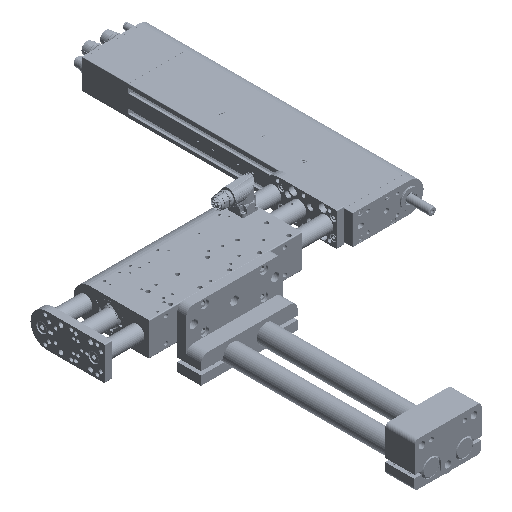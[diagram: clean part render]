
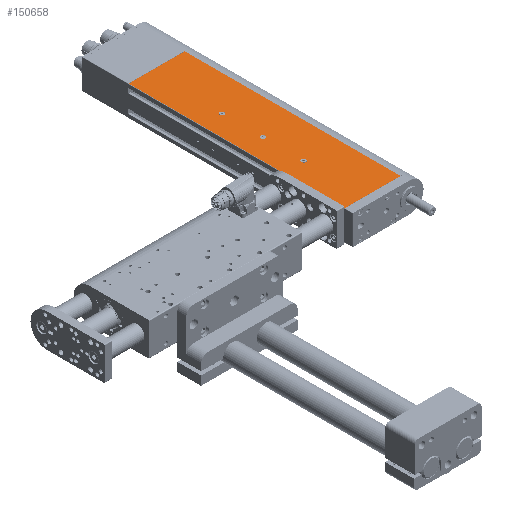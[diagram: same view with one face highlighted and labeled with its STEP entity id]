
A CAD part, isometric view. The second image highlights one B-rep face of the part: STEP entity #150658.
In plain terms, the highlighted face is planar.
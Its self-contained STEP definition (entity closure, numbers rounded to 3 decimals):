
#1225 = CARTESIAN_POINT ( 'NONE',  ( 20., -47.5, 189.85 ) ) ;
#3649 = EDGE_LOOP ( 'NONE', ( #33150 ) ) ;
#3670 = CARTESIAN_POINT ( 'NONE',  ( 20., -75.5, 0. ) ) ;
#4416 = EDGE_LOOP ( 'NONE', ( #119781, #55341, #142703, #110128 ) ) ;
#18529 = ORIENTED_EDGE ( 'NONE', *, *, #84027, .F. ) ;
#20368 = LINE ( 'NONE', #22470, #110391 ) ;
#21185 = AXIS2_PLACEMENT_3D ( 'NONE', #123323, #185326, #154874 ) ;
#21418 = DIRECTION ( 'NONE',  ( 0., 1., 0. ) ) ;
#22470 = CARTESIAN_POINT ( 'NONE',  ( 20., 0., 0. ) ) ;
#33150 = ORIENTED_EDGE ( 'NONE', *, *, #142300, .F. ) ;
#38057 = DIRECTION ( 'NONE',  ( 0., 0., -1. ) ) ;
#39915 = CARTESIAN_POINT ( 'NONE',  ( 20., -75.5, 291. ) ) ;
#42534 = FACE_OUTER_BOUND ( 'NONE', #4416, .T. ) ;
#47383 = AXIS2_PLACEMENT_3D ( 'NONE', #110760, #48684, #91903 ) ;
#48684 = DIRECTION ( 'NONE',  ( -1., 0., 0. ) ) ;
#49049 = CARTESIAN_POINT ( 'NONE',  ( 20., -75.5, 291. ) ) ;
#50368 = CIRCLE ( 'NONE', #57145, 3.15 ) ;
#55341 = ORIENTED_EDGE ( 'NONE', *, *, #82962, .T. ) ;
#57145 = AXIS2_PLACEMENT_3D ( 'NONE', #91403, #76682, #185994 ) ;
#57242 = PLANE ( 'NONE',  #47383 ) ;
#61826 = CARTESIAN_POINT ( 'NONE',  ( 20., 0., 291. ) ) ;
#62876 = EDGE_CURVE ( 'NONE', #157044, #161706, #204880, .T. ) ;
#64781 = DIRECTION ( 'NONE',  ( 0., 0., -1. ) ) ;
#65313 = VERTEX_POINT ( 'NONE', #1225 ) ;
#74486 = ORIENTED_EDGE ( 'NONE', *, *, #197402, .F. ) ;
#76682 = DIRECTION ( 'NONE',  ( 1., 0., 0. ) ) ;
#82962 = EDGE_CURVE ( 'NONE', #178152, #172550, #193033, .T. ) ;
#84027 = EDGE_CURVE ( 'NONE', #164404, #164404, #50368, .T. ) ;
#88833 = VECTOR ( 'NONE', #163783, 1000. ) ;
#91403 = CARTESIAN_POINT ( 'NONE',  ( 20., -47.5, 138. ) ) ;
#91903 = DIRECTION ( 'NONE',  ( 0., -1., 0. ) ) ;
#97014 = EDGE_LOOP ( 'NONE', ( #74486 ) ) ;
#104999 = EDGE_LOOP ( 'NONE', ( #18529 ) ) ;
#105115 = CIRCLE ( 'NONE', #21185, 3.15 ) ;
#110128 = ORIENTED_EDGE ( 'NONE', *, *, #62876, .F. ) ;
#110391 = VECTOR ( 'NONE', #21418, 1000. ) ;
#110760 = CARTESIAN_POINT ( 'NONE',  ( 20., 0., 291. ) ) ;
#112871 = CARTESIAN_POINT ( 'NONE',  ( 20., -47.5, 134.85 ) ) ;
#119781 = ORIENTED_EDGE ( 'NONE', *, *, #139989, .F. ) ;
#122423 = FACE_BOUND ( 'NONE', #3649, .T. ) ;
#123323 = CARTESIAN_POINT ( 'NONE',  ( 20., -47.5, 83. ) ) ;
#133615 = CARTESIAN_POINT ( 'NONE',  ( 20., -47.5, 79.85 ) ) ;
#136097 = FACE_BOUND ( 'NONE', #97014, .T. ) ;
#139829 = CARTESIAN_POINT ( 'NONE',  ( 20., 0., 291. ) ) ;
#139989 = EDGE_CURVE ( 'NONE', #178152, #157044, #195210, .T. ) ;
#142300 = EDGE_CURVE ( 'NONE', #65313, #65313, #193069, .T. ) ;
#142703 = ORIENTED_EDGE ( 'NONE', *, *, #189745, .T. ) ;
#146131 = AXIS2_PLACEMENT_3D ( 'NONE', #148453, #166373, #38057 ) ;
#147953 = CARTESIAN_POINT ( 'NONE',  ( 20., 0., 291. ) ) ;
#148453 = CARTESIAN_POINT ( 'NONE',  ( 20., -47.5, 193. ) ) ;
#150658 = ADVANCED_FACE ( 'NONE', ( #122423, #136097, #186499, #42534 ), #57242, .F. ) ;
#150807 = VECTOR ( 'NONE', #64781, 1000. ) ;
#154739 = VECTOR ( 'NONE', #189155, 1000. ) ;
#154874 = DIRECTION ( 'NONE',  ( 0., 0., -1. ) ) ;
#157044 = VERTEX_POINT ( 'NONE', #61826 ) ;
#161706 = VERTEX_POINT ( 'NONE', #194475 ) ;
#163144 = VERTEX_POINT ( 'NONE', #133615 ) ;
#163783 = DIRECTION ( 'NONE',  ( 0., 1., 0. ) ) ;
#164404 = VERTEX_POINT ( 'NONE', #112871 ) ;
#166373 = DIRECTION ( 'NONE',  ( 1., 0., 0. ) ) ;
#172550 = VERTEX_POINT ( 'NONE', #3670 ) ;
#178152 = VERTEX_POINT ( 'NONE', #39915 ) ;
#185326 = DIRECTION ( 'NONE',  ( 1., 0., 0. ) ) ;
#185994 = DIRECTION ( 'NONE',  ( 0., 0., -1. ) ) ;
#186499 = FACE_BOUND ( 'NONE', #104999, .T. ) ;
#189155 = DIRECTION ( 'NONE',  ( 0., 0., -1. ) ) ;
#189745 = EDGE_CURVE ( 'NONE', #172550, #161706, #20368, .T. ) ;
#193033 = LINE ( 'NONE', #49049, #150807 ) ;
#193069 = CIRCLE ( 'NONE', #146131, 3.15 ) ;
#194475 = CARTESIAN_POINT ( 'NONE',  ( 20., 0., 0. ) ) ;
#195210 = LINE ( 'NONE', #147953, #88833 ) ;
#197402 = EDGE_CURVE ( 'NONE', #163144, #163144, #105115, .T. ) ;
#204880 = LINE ( 'NONE', #139829, #154739 ) ;
